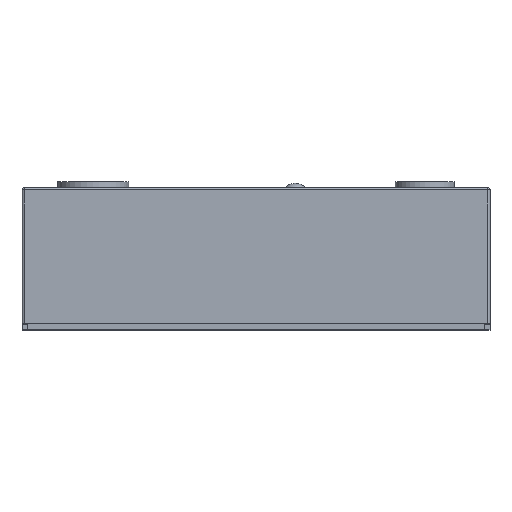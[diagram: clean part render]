
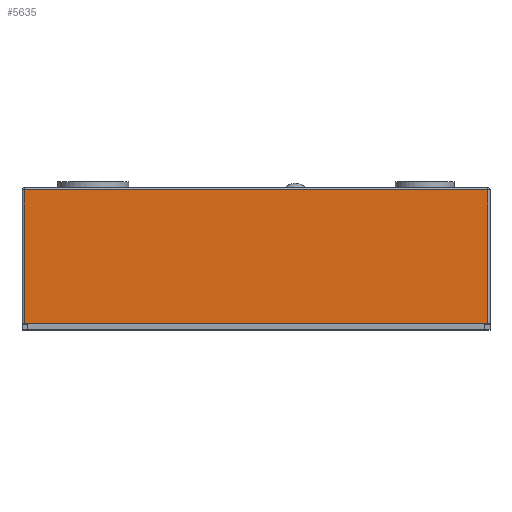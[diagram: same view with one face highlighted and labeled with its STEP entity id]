
A CAD part, top view. The second image highlights one B-rep face of the part: STEP entity #5635.
In plain terms, the highlighted planar face has unit normal (0, 0, 1).
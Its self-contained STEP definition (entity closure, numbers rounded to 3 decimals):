
#13 = CARTESIAN_POINT ( 'NONE',  ( -19.75, 13.5, 14.75 ) ) ;
#156 = VERTEX_POINT ( 'NONE', #2637 ) ;
#207 = EDGE_CURVE ( 'NONE', #12589, #156, #7862, .T. ) ;
#211 = CARTESIAN_POINT ( 'NONE',  ( -19.55, 11.3, 14.75 ) ) ;
#737 = VECTOR ( 'NONE', #14205, 1000. ) ;
#877 = VECTOR ( 'NONE', #6789, 1000. ) ;
#1118 = ORIENTED_EDGE ( 'NONE', *, *, #12228, .T. ) ;
#1404 = DIRECTION ( 'NONE',  ( 0., 1., 0. ) ) ;
#2637 = CARTESIAN_POINT ( 'NONE',  ( 19.55, 11.3, 14.75 ) ) ;
#3431 = ORIENTED_EDGE ( 'NONE', *, *, #3695, .T. ) ;
#3562 = DIRECTION ( 'NONE',  ( -1., 0., 0. ) ) ;
#3652 = DIRECTION ( 'NONE',  ( 0., 0., -1. ) ) ;
#3695 = EDGE_CURVE ( 'NONE', #12482, #4681, #11046, .T. ) ;
#4101 = LINE ( 'NONE', #11578, #877 ) ;
#4172 = ORIENTED_EDGE ( 'NONE', *, *, #207, .T. ) ;
#4681 = VERTEX_POINT ( 'NONE', #12014 ) ;
#4868 = PLANE ( 'NONE',  #6563 ) ;
#5260 = CARTESIAN_POINT ( 'NONE',  ( 19.55, 13.5, 14.75 ) ) ;
#5635 = ADVANCED_FACE ( 'NONE', ( #12323 ), #4868, .F. ) ;
#5670 = CARTESIAN_POINT ( 'NONE',  ( -19.75, 11.3, 14.75 ) ) ;
#5818 = CARTESIAN_POINT ( 'NONE',  ( -19.55, 13.5, 14.75 ) ) ;
#6563 = AXIS2_PLACEMENT_3D ( 'NONE', #13, #3652, #3562 ) ;
#6607 = VECTOR ( 'NONE', #6996, 1000. ) ;
#6789 = DIRECTION ( 'NONE',  ( 1., 0., 0. ) ) ;
#6996 = DIRECTION ( 'NONE',  ( -1., 0., 0. ) ) ;
#7862 = LINE ( 'NONE', #5260, #14004 ) ;
#8598 = ORIENTED_EDGE ( 'NONE', *, *, #10416, .T. ) ;
#9454 = EDGE_LOOP ( 'NONE', ( #8598, #3431, #1118, #4172 ) ) ;
#10416 = EDGE_CURVE ( 'NONE', #156, #12482, #15465, .T. ) ;
#11046 = LINE ( 'NONE', #5818, #737 ) ;
#11578 = CARTESIAN_POINT ( 'NONE',  ( -19.75, 0., 14.75 ) ) ;
#12014 = CARTESIAN_POINT ( 'NONE',  ( -19.55, 0., 14.75 ) ) ;
#12228 = EDGE_CURVE ( 'NONE', #4681, #12589, #4101, .T. ) ;
#12323 = FACE_OUTER_BOUND ( 'NONE', #9454, .T. ) ;
#12482 = VERTEX_POINT ( 'NONE', #211 ) ;
#12589 = VERTEX_POINT ( 'NONE', #13781 ) ;
#13781 = CARTESIAN_POINT ( 'NONE',  ( 19.55, 0., 14.75 ) ) ;
#14004 = VECTOR ( 'NONE', #1404, 1000. ) ;
#14205 = DIRECTION ( 'NONE',  ( 0., -1., 0. ) ) ;
#15465 = LINE ( 'NONE', #5670, #6607 ) ;
